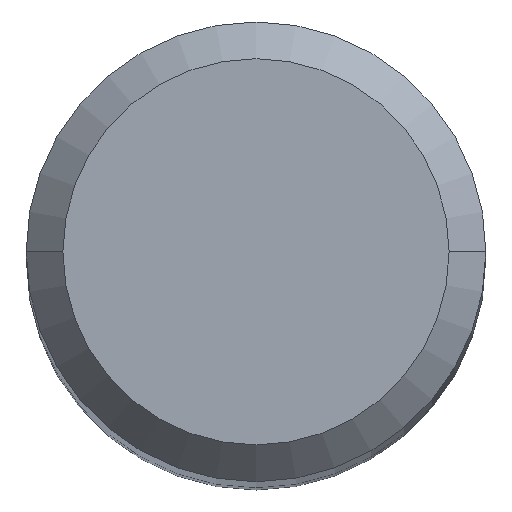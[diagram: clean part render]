
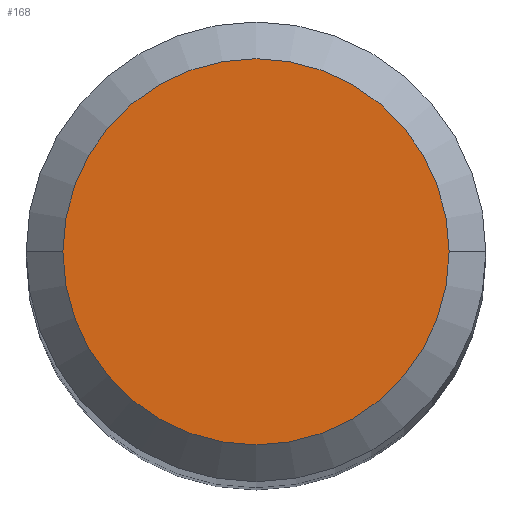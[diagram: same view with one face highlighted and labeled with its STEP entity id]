
A CAD part, top view. The second image highlights one B-rep face of the part: STEP entity #168.
In plain terms, the highlighted planar face has unit normal (0, 0, 1).
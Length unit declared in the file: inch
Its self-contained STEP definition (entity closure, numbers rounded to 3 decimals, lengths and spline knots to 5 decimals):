
#10 = ORIENTED_EDGE ( 'NONE', *, *, #250, .T. ) ;
#11 = CARTESIAN_POINT ( 'NONE',  ( 0., 0., 2. ) ) ;
#14 = EDGE_CURVE ( 'NONE', #136, #76, #97, .T. ) ;
#27 = AXIS2_PLACEMENT_3D ( 'NONE', #295, #166, #55 ) ;
#35 = ORIENTED_EDGE ( 'NONE', *, *, #14, .T. ) ;
#47 = CARTESIAN_POINT ( 'NONE',  ( 0., 0., 2. ) ) ;
#55 = DIRECTION ( 'NONE',  ( 1., 0., 0. ) ) ;
#66 = DIRECTION ( 'NONE',  ( 1., 0., 0. ) ) ;
#76 = VERTEX_POINT ( 'NONE', #299 ) ;
#77 = AXIS2_PLACEMENT_3D ( 'NONE', #47, #154, #66 ) ;
#97 = CIRCLE ( 'NONE', #27, 0.07875 ) ;
#100 = DIRECTION ( 'NONE',  ( 1., 0., 0. ) ) ;
#109 = FACE_OUTER_BOUND ( 'NONE', #239, .T. ) ;
#136 = VERTEX_POINT ( 'NONE', #255 ) ;
#137 = DIRECTION ( 'NONE',  ( 0., 0., 1. ) ) ;
#140 = CIRCLE ( 'NONE', #210, 0.07875 ) ;
#154 = DIRECTION ( 'NONE',  ( 0., 0., 1. ) ) ;
#157 = PLANE ( 'NONE',  #77 ) ;
#166 = DIRECTION ( 'NONE',  ( 0., 0., 1. ) ) ;
#168 = ADVANCED_FACE ( 'NONE', ( #109 ), #157, .T. ) ;
#210 = AXIS2_PLACEMENT_3D ( 'NONE', #11, #137, #100 ) ;
#239 = EDGE_LOOP ( 'NONE', ( #35, #10 ) ) ;
#250 = EDGE_CURVE ( 'NONE', #76, #136, #140, .T. ) ;
#255 = CARTESIAN_POINT ( 'NONE',  ( -0.07875, 0., 2. ) ) ;
#295 = CARTESIAN_POINT ( 'NONE',  ( 0., 0., 2. ) ) ;
#299 = CARTESIAN_POINT ( 'NONE',  ( 0.07875, 0., 2. ) ) ;
